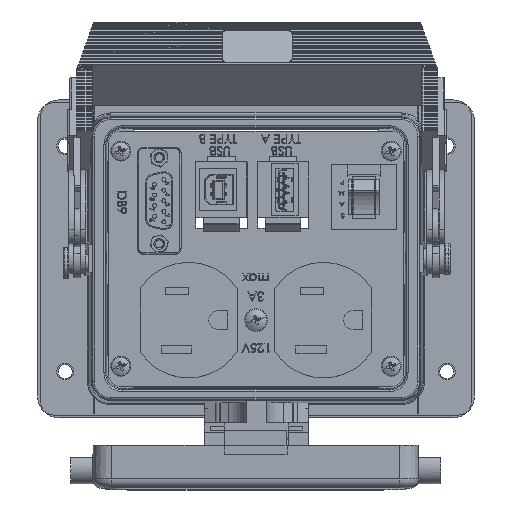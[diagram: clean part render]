
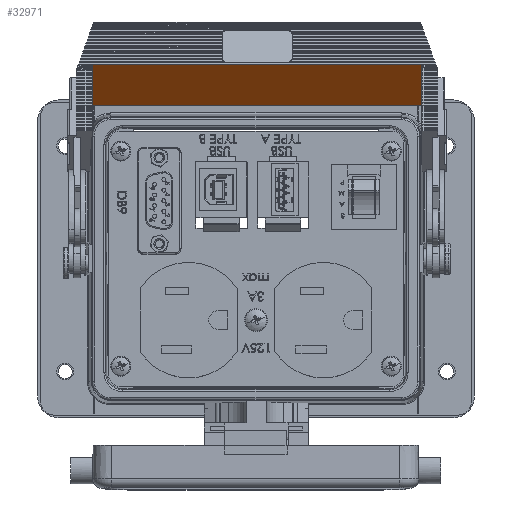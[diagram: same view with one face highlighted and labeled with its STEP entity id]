
A CAD part, top view. The second image highlights one B-rep face of the part: STEP entity #32971.
In plain terms, the highlighted planar face has unit normal (0, -0.695, 0.719).
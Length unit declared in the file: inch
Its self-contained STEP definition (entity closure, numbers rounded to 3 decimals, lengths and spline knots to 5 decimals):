
#1382 = VERTEX_POINT ( 'NONE', #30230 ) ;
#1387 = DIRECTION ( 'NONE',  ( 0., -0.719, -0.695 ) ) ;
#5249 = CARTESIAN_POINT ( 'NONE',  ( 1.883, 1.73484, 0.3608 ) ) ;
#6250 = LINE ( 'NONE', #53931, #80268 ) ;
#14891 = CARTESIAN_POINT ( 'NONE',  ( 1.883, 1.73484, 0.3608 ) ) ;
#16184 = ORIENTED_EDGE ( 'NONE', *, *, #178344, .T. ) ;
#17128 = ORIENTED_EDGE ( 'NONE', *, *, #220507, .F. ) ;
#19430 = DIRECTION ( 'NONE',  ( 0., -0.719, -0.695 ) ) ;
#21827 = CARTESIAN_POINT ( 'NONE',  ( -1.857, 2.19923, 0.80925 ) ) ;
#23411 = DIRECTION ( 'NONE',  ( -1., 0., 0. ) ) ;
#26994 = LINE ( 'NONE', #146542, #119820 ) ;
#30230 = CARTESIAN_POINT ( 'NONE',  ( -1.857, 1.73484, 0.3608 ) ) ;
#30989 = CARTESIAN_POINT ( 'NONE',  ( 1.883, 2.19923, 0.80925 ) ) ;
#32971 = ADVANCED_FACE ( 'NONE', ( #205626 ), #79048, .F. ) ;
#41947 = VECTOR ( 'NONE', #209817, 39.37008 ) ;
#53931 = CARTESIAN_POINT ( 'NONE',  ( 1.883, 2.34628, 0.95126 ) ) ;
#64553 = VERTEX_POINT ( 'NONE', #5249 ) ;
#68827 = EDGE_LOOP ( 'NONE', ( #17128, #168939, #16184, #210663 ) ) ;
#69091 = VERTEX_POINT ( 'NONE', #30989 ) ;
#79048 = PLANE ( 'NONE',  #144229 ) ;
#80268 = VECTOR ( 'NONE', #19430, 39.37008 ) ;
#81147 = VERTEX_POINT ( 'NONE', #21827 ) ;
#88452 = LINE ( 'NONE', #14891, #41947 ) ;
#90447 = VECTOR ( 'NONE', #1387, 39.37008 ) ;
#90933 = CARTESIAN_POINT ( 'NONE',  ( -1.857, 2.34628, 0.95126 ) ) ;
#95915 = LINE ( 'NONE', #90933, #90447 ) ;
#119820 = VECTOR ( 'NONE', #23411, 39.37008 ) ;
#144229 = AXIS2_PLACEMENT_3D ( 'NONE', #217466, #182307, #183823 ) ;
#146542 = CARTESIAN_POINT ( 'NONE',  ( 1.883, 2.19923, 0.80925 ) ) ;
#168939 = ORIENTED_EDGE ( 'NONE', *, *, #184018, .T. ) ;
#177630 = EDGE_CURVE ( 'NONE', #1382, #64553, #88452, .T. ) ;
#178344 = EDGE_CURVE ( 'NONE', #81147, #1382, #95915, .T. ) ;
#182307 = DIRECTION ( 'NONE',  ( 0., 0.695, -0.719 ) ) ;
#183823 = DIRECTION ( 'NONE',  ( 0., 0.719, 0.695 ) ) ;
#184018 = EDGE_CURVE ( 'NONE', #69091, #81147, #26994, .T. ) ;
#205626 = FACE_OUTER_BOUND ( 'NONE', #68827, .T. ) ;
#209817 = DIRECTION ( 'NONE',  ( 1., 0., 0. ) ) ;
#210663 = ORIENTED_EDGE ( 'NONE', *, *, #177630, .T. ) ;
#217466 = CARTESIAN_POINT ( 'NONE',  ( 1.883, 2.34628, 0.95126 ) ) ;
#220507 = EDGE_CURVE ( 'NONE', #69091, #64553, #6250, .T. ) ;
